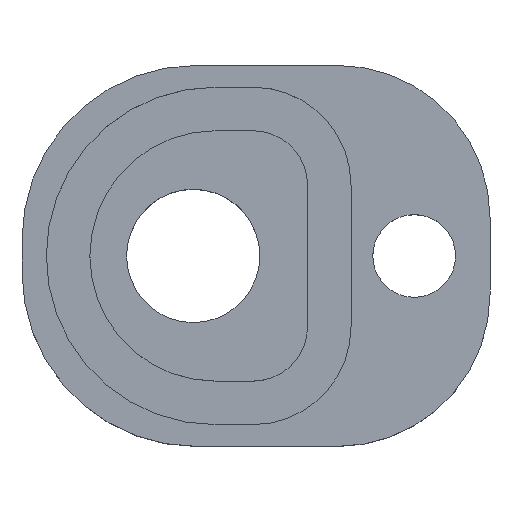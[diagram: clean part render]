
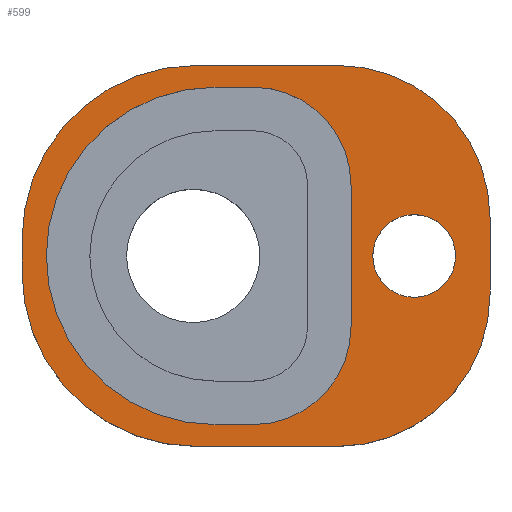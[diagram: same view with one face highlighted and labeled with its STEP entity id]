
A CAD part, top view. The second image highlights one B-rep face of the part: STEP entity #599.
In plain terms, the highlighted planar face has unit normal (0, 0, 1).
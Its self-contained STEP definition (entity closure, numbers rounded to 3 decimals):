
#22=FACE_BOUND('',#98,.T.);
#23=FACE_BOUND('',#99,.T.);
#32=PLANE('',#663);
#58=FACE_OUTER_BOUND('',#97,.T.);
#97=EDGE_LOOP('',(#459,#460,#461,#462,#463,#464,#465,#466));
#98=EDGE_LOOP('',(#467,#468,#469,#470,#471,#472));
#99=EDGE_LOOP('',(#473));
#143=LINE('',#963,#198);
#144=LINE('',#967,#199);
#145=LINE('',#971,#200);
#146=LINE('',#975,#201);
#147=LINE('',#981,#202);
#148=LINE('',#985,#203);
#149=LINE('',#988,#204);
#198=VECTOR('',#779,1000.);
#199=VECTOR('',#782,1000.);
#200=VECTOR('',#785,1000.);
#201=VECTOR('',#788,1000.);
#202=VECTOR('',#793,1000.);
#203=VECTOR('',#796,1000.);
#204=VECTOR('',#799,1000.);
#239=CIRCLE('',#645,3.8);
#248=CIRCLE('',#664,14.);
#249=CIRCLE('',#665,16.);
#250=CIRCLE('',#666,16.);
#251=CIRCLE('',#667,14.);
#252=CIRCLE('',#668,9.);
#253=CIRCLE('',#669,15.5);
#254=CIRCLE('',#670,9.);
#269=VERTEX_POINT('',#908);
#286=VERTEX_POINT('',#961);
#287=VERTEX_POINT('',#962);
#288=VERTEX_POINT('',#964);
#289=VERTEX_POINT('',#966);
#290=VERTEX_POINT('',#968);
#291=VERTEX_POINT('',#970);
#292=VERTEX_POINT('',#972);
#293=VERTEX_POINT('',#974);
#294=VERTEX_POINT('',#977);
#295=VERTEX_POINT('',#978);
#296=VERTEX_POINT('',#980);
#297=VERTEX_POINT('',#982);
#298=VERTEX_POINT('',#984);
#299=VERTEX_POINT('',#986);
#326=EDGE_CURVE('',#269,#269,#239,.T.);
#351=EDGE_CURVE('',#286,#287,#143,.T.);
#352=EDGE_CURVE('',#287,#288,#248,.T.);
#353=EDGE_CURVE('',#288,#289,#144,.T.);
#354=EDGE_CURVE('',#289,#290,#249,.T.);
#355=EDGE_CURVE('',#290,#291,#145,.T.);
#356=EDGE_CURVE('',#291,#292,#250,.T.);
#357=EDGE_CURVE('',#292,#293,#146,.T.);
#358=EDGE_CURVE('',#293,#286,#251,.T.);
#359=EDGE_CURVE('',#294,#295,#252,.T.);
#360=EDGE_CURVE('',#295,#296,#147,.T.);
#361=EDGE_CURVE('',#296,#297,#253,.T.);
#362=EDGE_CURVE('',#297,#298,#148,.T.);
#363=EDGE_CURVE('',#298,#299,#254,.T.);
#364=EDGE_CURVE('',#299,#294,#149,.T.);
#459=ORIENTED_EDGE('',*,*,#351,.T.);
#460=ORIENTED_EDGE('',*,*,#352,.T.);
#461=ORIENTED_EDGE('',*,*,#353,.T.);
#462=ORIENTED_EDGE('',*,*,#354,.T.);
#463=ORIENTED_EDGE('',*,*,#355,.T.);
#464=ORIENTED_EDGE('',*,*,#356,.T.);
#465=ORIENTED_EDGE('',*,*,#357,.T.);
#466=ORIENTED_EDGE('',*,*,#358,.T.);
#467=ORIENTED_EDGE('',*,*,#359,.T.);
#468=ORIENTED_EDGE('',*,*,#360,.T.);
#469=ORIENTED_EDGE('',*,*,#361,.T.);
#470=ORIENTED_EDGE('',*,*,#362,.T.);
#471=ORIENTED_EDGE('',*,*,#363,.T.);
#472=ORIENTED_EDGE('',*,*,#364,.T.);
#473=ORIENTED_EDGE('',*,*,#326,.T.);
#599=ADVANCED_FACE('',(#58,#22,#23),#32,.T.);
#645=AXIS2_PLACEMENT_3D('',#910,#725,#726);
#663=AXIS2_PLACEMENT_3D('',#960,#777,#778);
#664=AXIS2_PLACEMENT_3D('',#965,#780,#781);
#665=AXIS2_PLACEMENT_3D('',#969,#783,#784);
#666=AXIS2_PLACEMENT_3D('',#973,#786,#787);
#667=AXIS2_PLACEMENT_3D('',#976,#789,#790);
#668=AXIS2_PLACEMENT_3D('',#979,#791,#792);
#669=AXIS2_PLACEMENT_3D('',#983,#794,#795);
#670=AXIS2_PLACEMENT_3D('',#987,#797,#798);
#725=DIRECTION('center_axis',(0.,0.,-1.));
#726=DIRECTION('ref_axis',(1.,0.,0.));
#777=DIRECTION('center_axis',(0.,0.,1.));
#778=DIRECTION('ref_axis',(1.,0.,0.));
#779=DIRECTION('',(0.,1.,0.));
#780=DIRECTION('center_axis',(0.,0.,1.));
#781=DIRECTION('ref_axis',(-1.,0.,0.));
#782=DIRECTION('',(-1.,0.,0.));
#783=DIRECTION('center_axis',(0.,0.,1.));
#784=DIRECTION('ref_axis',(-1.,0.,0.));
#785=DIRECTION('',(0.,-1.,0.));
#786=DIRECTION('center_axis',(0.,0.,1.));
#787=DIRECTION('ref_axis',(-1.,0.,0.));
#788=DIRECTION('',(1.,0.,0.));
#789=DIRECTION('center_axis',(0.,0.,1.));
#790=DIRECTION('ref_axis',(-1.,0.,0.));
#791=DIRECTION('center_axis',(0.,0.,-1.));
#792=DIRECTION('ref_axis',(-1.,0.,0.));
#793=DIRECTION('',(-1.,0.,0.));
#794=DIRECTION('center_axis',(0.,0.,-1.));
#795=DIRECTION('ref_axis',(1.,0.,0.));
#796=DIRECTION('',(1.,0.,0.));
#797=DIRECTION('center_axis',(0.,0.,-1.));
#798=DIRECTION('ref_axis',(-1.,0.,0.));
#799=DIRECTION('',(0.,-1.,0.));
#908=CARTESIAN_POINT('',(-10.767,-17.5,10.));
#910=CARTESIAN_POINT('Origin',(-6.967,-17.5,10.));
#960=CARTESIAN_POINT('Origin',(0.,0.,10.));
#961=CARTESIAN_POINT('',(0.,-21.,10.));
#962=CARTESIAN_POINT('',(0.,-14.,10.));
#963=CARTESIAN_POINT('',(0.,0.,10.));
#964=CARTESIAN_POINT('',(-14.,0.,10.));
#965=CARTESIAN_POINT('Origin',(-14.,-14.,10.));
#966=CARTESIAN_POINT('',(-27.,0.,10.));
#967=CARTESIAN_POINT('',(0.,0.,10.));
#968=CARTESIAN_POINT('',(-43.,-16.,10.));
#969=CARTESIAN_POINT('Origin',(-27.,-16.,10.));
#970=CARTESIAN_POINT('',(-43.,-19.,10.));
#971=CARTESIAN_POINT('',(-43.,0.,10.));
#972=CARTESIAN_POINT('',(-27.,-35.,10.));
#973=CARTESIAN_POINT('Origin',(-27.,-19.,10.));
#974=CARTESIAN_POINT('',(-14.,-35.,10.));
#975=CARTESIAN_POINT('',(0.,-35.,10.));
#976=CARTESIAN_POINT('Origin',(-14.,-21.,10.));
#977=CARTESIAN_POINT('',(-12.767,-24.,10.));
#978=CARTESIAN_POINT('',(-21.767,-33.,10.));
#979=CARTESIAN_POINT('Origin',(-21.767,-24.,10.));
#980=CARTESIAN_POINT('',(-25.267,-33.,10.));
#981=CARTESIAN_POINT('',(0.,-33.,10.));
#982=CARTESIAN_POINT('',(-25.267,-2.,10.));
#983=CARTESIAN_POINT('Origin',(-25.267,-17.5,10.));
#984=CARTESIAN_POINT('',(-21.767,-2.,10.));
#985=CARTESIAN_POINT('',(0.,-2.,10.));
#986=CARTESIAN_POINT('',(-12.767,-11.,10.));
#987=CARTESIAN_POINT('Origin',(-21.767,-11.,10.));
#988=CARTESIAN_POINT('',(-12.767,0.,10.));
